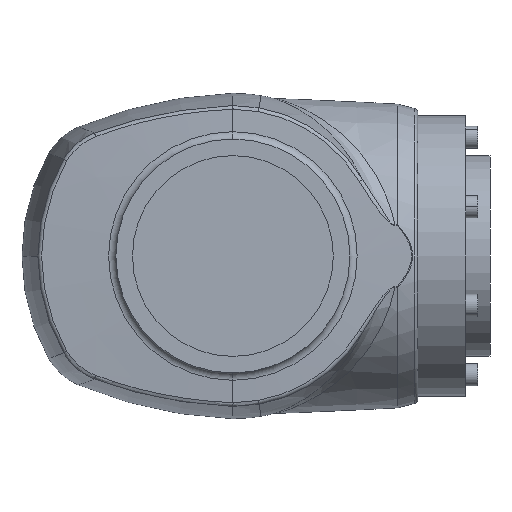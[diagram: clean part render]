
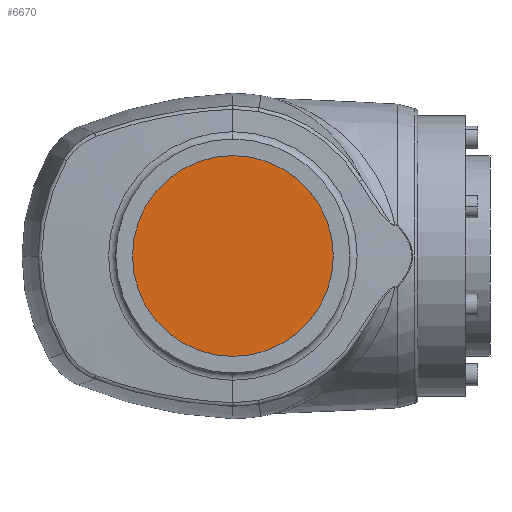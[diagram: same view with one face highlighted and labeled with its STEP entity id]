
A CAD part, front view. The second image highlights one B-rep face of the part: STEP entity #6670.
In plain terms, the highlighted planar face has unit normal (0, -1, 0).
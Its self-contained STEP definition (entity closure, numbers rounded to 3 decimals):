
#697 = VERTEX_POINT ( 'NONE', #1539 ) ;
#1465 = ORIENTED_EDGE ( 'NONE', *, *, #2296, .T. ) ;
#1539 = CARTESIAN_POINT ( 'NONE',  ( 280., -46., 600. ) ) ;
#2009 = AXIS2_PLACEMENT_3D ( 'NONE', #7877, #7084, #6277 ) ;
#2296 = EDGE_CURVE ( 'NONE', #697, #9605, #7817, .T. ) ;
#2306 = DIRECTION ( 'NONE',  ( 0., -1., 0. ) ) ;
#2378 = ORIENTED_EDGE ( 'NONE', *, *, #4818, .T. ) ;
#2885 = PLANE ( 'NONE',  #2009 ) ;
#3117 = CARTESIAN_POINT ( 'NONE',  ( 280., -46., 625. ) ) ;
#4731 = DIRECTION ( 'NONE',  ( 0., 0., -1. ) ) ;
#4795 = DIRECTION ( 'NONE',  ( 0., 0., -1. ) ) ;
#4818 = EDGE_CURVE ( 'NONE', #9605, #697, #6373, .T. ) ;
#6277 = DIRECTION ( 'NONE',  ( 0., 0., -1. ) ) ;
#6373 = CIRCLE ( 'NONE', #9286, 25. ) ;
#6670 = ADVANCED_FACE ( 'NONE', ( #8585 ), #2885, .T. ) ;
#7084 = DIRECTION ( 'NONE',  ( 0., -1., 0. ) ) ;
#7277 = EDGE_LOOP ( 'NONE', ( #2378, #1465 ) ) ;
#7298 = AXIS2_PLACEMENT_3D ( 'NONE', #3117, #2306, #4795 ) ;
#7542 = CARTESIAN_POINT ( 'NONE',  ( 280., -46., 650. ) ) ;
#7817 = CIRCLE ( 'NONE', #7298, 25. ) ;
#7877 = CARTESIAN_POINT ( 'NONE',  ( 280., -46., 625. ) ) ;
#8096 = DIRECTION ( 'NONE',  ( 0., -1., 0. ) ) ;
#8585 = FACE_OUTER_BOUND ( 'NONE', #7277, .T. ) ;
#8959 = CARTESIAN_POINT ( 'NONE',  ( 280., -46., 625. ) ) ;
#9286 = AXIS2_PLACEMENT_3D ( 'NONE', #8959, #8096, #4731 ) ;
#9605 = VERTEX_POINT ( 'NONE', #7542 ) ;
